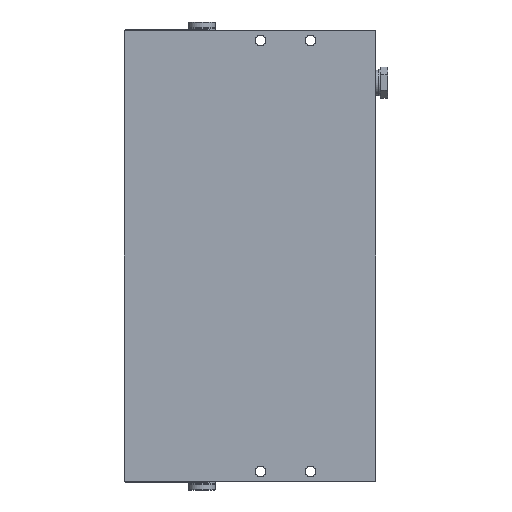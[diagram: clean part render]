
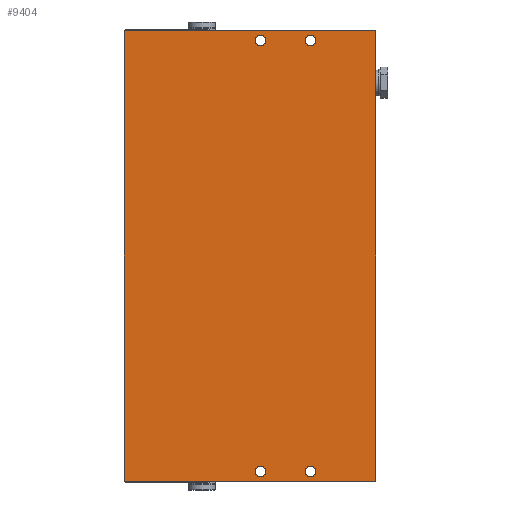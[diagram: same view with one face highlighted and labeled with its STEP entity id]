
A CAD part, front view. The second image highlights one B-rep face of the part: STEP entity #9404.
In plain terms, the highlighted planar face has unit normal (0, -1, 0).
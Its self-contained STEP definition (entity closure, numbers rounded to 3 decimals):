
#590=LINE('',#14882,#1218);
#633=LINE('',#15085,#1261);
#634=LINE('',#15095,#1262);
#635=LINE('',#15097,#1263);
#1218=VECTOR('',#11727,1000.);
#1261=VECTOR('',#11892,1000.);
#1262=VECTOR('',#11903,1000.);
#1263=VECTOR('',#11904,1000.);
#2098=ORIENTED_EDGE('',*,*,#4519,.T.);
#2099=ORIENTED_EDGE('',*,*,#4520,.T.);
#2100=ORIENTED_EDGE('',*,*,#4521,.T.);
#2101=ORIENTED_EDGE('',*,*,#4522,.T.);
#2102=ORIENTED_EDGE('',*,*,#4523,.T.);
#2103=ORIENTED_EDGE('',*,*,#4524,.F.);
#2104=ORIENTED_EDGE('',*,*,#4418,.F.);
#2105=ORIENTED_EDGE('',*,*,#4518,.T.);
#4418=EDGE_CURVE('',#5629,#5630,#590,.T.);
#4518=EDGE_CURVE('',#5629,#5728,#633,.T.);
#4519=EDGE_CURVE('',#5729,#5729,#6507,.T.);
#4520=EDGE_CURVE('',#5730,#5730,#6508,.T.);
#4521=EDGE_CURVE('',#5731,#5731,#6509,.T.);
#4522=EDGE_CURVE('',#5732,#5732,#6510,.T.);
#4523=EDGE_CURVE('',#5728,#5733,#634,.T.);
#4524=EDGE_CURVE('',#5630,#5733,#635,.T.);
#5629=VERTEX_POINT('',#14881);
#5630=VERTEX_POINT('',#14883);
#5728=VERTEX_POINT('',#15084);
#5729=VERTEX_POINT('',#15088);
#5730=VERTEX_POINT('',#15090);
#5731=VERTEX_POINT('',#15092);
#5732=VERTEX_POINT('',#15094);
#5733=VERTEX_POINT('',#15096);
#6507=CIRCLE('',#10303,2.75);
#6508=CIRCLE('',#10304,2.75);
#6509=CIRCLE('',#10305,2.75);
#6510=CIRCLE('',#10306,2.75);
#7007=EDGE_LOOP('',(#2098));
#7008=EDGE_LOOP('',(#2099));
#7009=EDGE_LOOP('',(#2100));
#7010=EDGE_LOOP('',(#2101));
#7011=EDGE_LOOP('',(#2102,#2103,#2104,#2105));
#8117=FACE_BOUND('',#7007,.T.);
#8118=FACE_BOUND('',#7008,.T.);
#8119=FACE_BOUND('',#7009,.T.);
#8120=FACE_BOUND('',#7010,.T.);
#8121=FACE_BOUND('',#7011,.T.);
#9088=PLANE('',#10302);
#9404=ADVANCED_FACE('',(#8117,#8118,#8119,#8120,#8121),#9088,.F.);
#10302=AXIS2_PLACEMENT_3D('',#15086,#11893,#11894);
#10303=AXIS2_PLACEMENT_3D('',#15087,#11895,#11896);
#10304=AXIS2_PLACEMENT_3D('',#15089,#11897,#11898);
#10305=AXIS2_PLACEMENT_3D('',#15091,#11899,#11900);
#10306=AXIS2_PLACEMENT_3D('',#15093,#11901,#11902);
#11727=DIRECTION('',(1.,0.,0.));
#11892=DIRECTION('',(0.,0.,-1.));
#11893=DIRECTION('',(0.,1.,0.));
#11894=DIRECTION('',(0.,0.,1.));
#11895=DIRECTION('',(0.,1.,0.));
#11896=DIRECTION('',(0.,0.,1.));
#11897=DIRECTION('',(0.,1.,0.));
#11898=DIRECTION('',(0.,0.,1.));
#11899=DIRECTION('',(0.,1.,0.));
#11900=DIRECTION('',(0.,0.,1.));
#11901=DIRECTION('',(0.,1.,0.));
#11902=DIRECTION('',(0.,0.,1.));
#11903=DIRECTION('',(1.,0.,0.));
#11904=DIRECTION('',(0.,0.,-1.));
#14881=CARTESIAN_POINT('',(0.,-42.5,234.5));
#14882=CARTESIAN_POINT('',(0.,-42.5,234.5));
#14883=CARTESIAN_POINT('',(131.,-42.5,234.5));
#15084=CARTESIAN_POINT('',(0.,-42.5,0.));
#15085=CARTESIAN_POINT('',(0.,-42.5,234.5));
#15086=CARTESIAN_POINT('',(0.,-42.5,234.5));
#15087=CARTESIAN_POINT('',(60.,-42.5,5.));
#15088=CARTESIAN_POINT('',(60.,-42.5,7.75));
#15089=CARTESIAN_POINT('',(34.,-42.5,229.5));
#15090=CARTESIAN_POINT('',(34.,-42.5,232.25));
#15091=CARTESIAN_POINT('',(60.,-42.5,229.5));
#15092=CARTESIAN_POINT('',(60.,-42.5,232.25));
#15093=CARTESIAN_POINT('',(34.,-42.5,5.));
#15094=CARTESIAN_POINT('',(34.,-42.5,7.75));
#15095=CARTESIAN_POINT('',(0.,-42.5,0.));
#15096=CARTESIAN_POINT('',(131.,-42.5,0.));
#15097=CARTESIAN_POINT('',(131.,-42.5,234.5));
